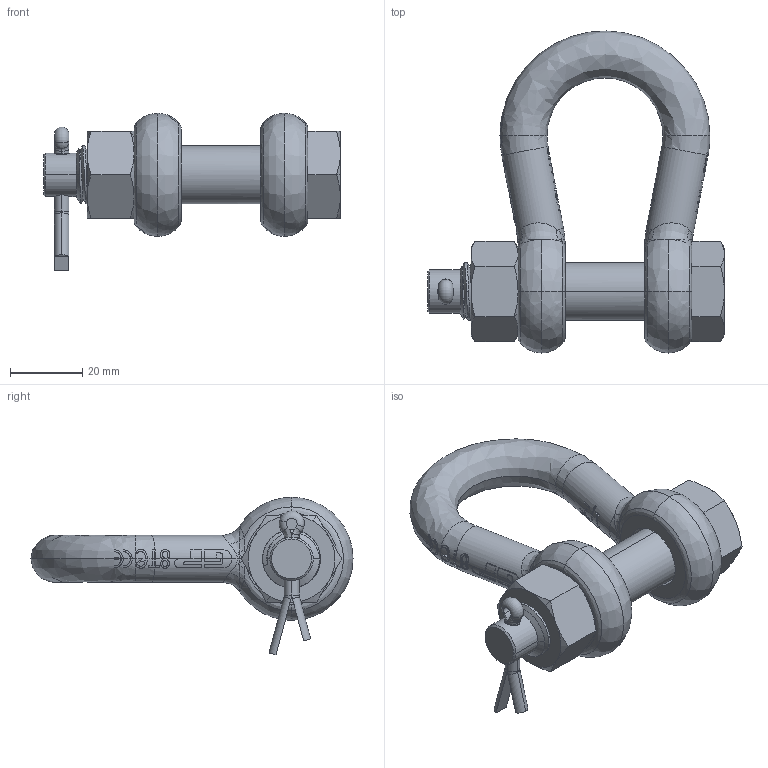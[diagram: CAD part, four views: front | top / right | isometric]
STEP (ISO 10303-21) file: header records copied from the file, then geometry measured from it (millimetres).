
FILE_DESCRIPTION (( 'STEP AP203' ), '1' );
FILE_NAME ('POGHMB13.STEP', '2009-08-26T08:02:33', ( '.' ), ( '.' ), 'SwSTEP 2.0', 'SolidWorks 2009', '' );
FILE_SCHEMA (( 'CONFIG_CONTROL_DESIGN' ));
Length unit declared in the file: millimetre
Products named in the file (5): 2; POGHMB13; 2_1; 2_2; 2_3
Assembly tree (4 placements, depth 2):
  POGHMB13
    2_2
    2_3
    2
    2_1
Bounding box: 82 x 89 x 43.49 mm (x, y, z)
Volume: 53960.1 mm3; surface area: 20167.7 mm2
Topology: 4 solids, 4 shells, 668 faces, 1850 edges, 1192 vertices
Faces by surface type: bspline 287, plane 226, cylinder 122, cone 28, torus 5
Entity records: 34942 total; most frequent: CARTESIAN_POINT 20266, ORIENTED_EDGE 3676, DIRECTION 1871, EDGE_CURVE 1838, VERTEX_POINT 1192, B_SPLINE_CURVE_WITH_KNOTS 726, VECTOR 725, LINE 725
